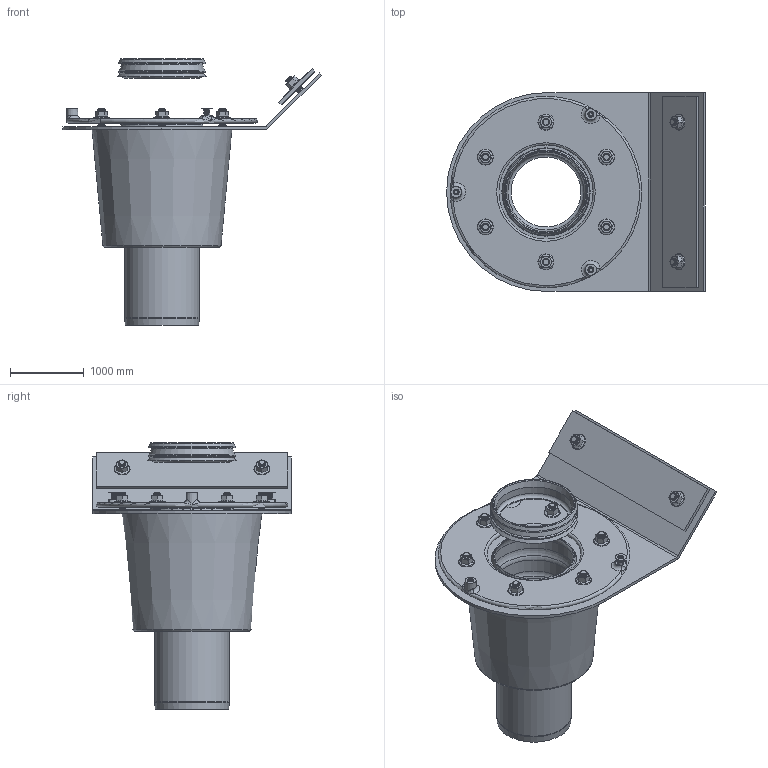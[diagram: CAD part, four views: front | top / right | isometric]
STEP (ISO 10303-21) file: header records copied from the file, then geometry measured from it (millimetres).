
FILE_DESCRIPTION(/* description */ (''),/* implementation_level */ '2;1');
FILE_NAME(/* name */ '21823.100X_3D.stp',/* time_stamp */ '2024-12-12T08:46:01+01:00',/* author */ ('CAD'),/* organization */ (''),/* preprocessor_version */ 'ST-DEVELOPER v20',/* originating_system */ 'AutoCAD Mechanical',/* authorisation */ '');
FILE_SCHEMA (('AUTOMOTIVE_DESIGN { 1 0 10303 214 3 1 1 }'));
Length unit declared in the file: centimetre
Products named in the file (2): Product; *S0
Assembly tree (1 placements, depth 2):
  Product
    *S0
Bounding box: 3516.31 x 2700 x 3626.47 mm (x, y, z)
Volume: 2513385742.1 mm3; surface area: 70700667.9 mm2
Topology: 25 solids, 25 shells, 616 faces, 1275 edges, 728 vertices
Faces by surface type: cone 363, plane 139, cylinder 70, torus 38, bspline 6
Full cylindrical faces by diameter (mm): 70 x12, 80 x18, 83.76 x8, 100 x8, 160 x8, 950 x1, 992 x1, 1016 x2, 1036 x1, 1055.991 x1, 1079.991 x1, 1135.991 x1, 1159.991 x1, 1160 x1, 1190 x1, 1250 x1, 1470 x1
Entity records: 17669 total; most frequent: CARTESIAN_POINT 4413, DIRECTION 2968, ORIENTED_EDGE 2538, EDGE_CURVE 1269, AXIS2_PLACEMENT_3D 1250, VERTEX_POINT 728, EDGE_LOOP 695, CIRCLE 637
